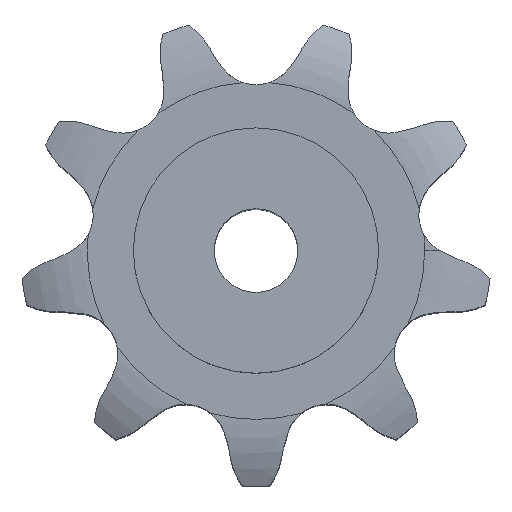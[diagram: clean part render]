
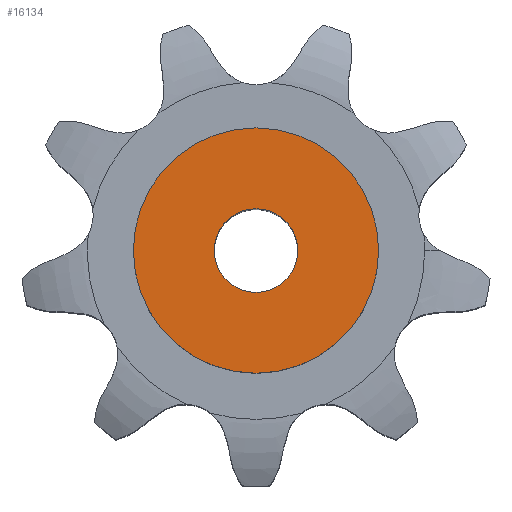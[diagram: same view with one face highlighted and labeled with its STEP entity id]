
A CAD part, top view. The second image highlights one B-rep face of the part: STEP entity #16134.
In plain terms, the highlighted planar face has unit normal (0, 0, 1).
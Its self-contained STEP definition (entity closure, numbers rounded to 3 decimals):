
#8810 = CYLINDRICAL_SURFACE('',#8811,15.);
#8811 = AXIS2_PLACEMENT_3D('',#8812,#8813,#8814);
#8812 = CARTESIAN_POINT('',(0.,0.,349.769));
#8813 = DIRECTION('',(0.,0.,1.));
#8814 = DIRECTION('',(1.,0.,0.));
#11037 = EDGE_CURVE('',#11038,#11038,#11040,.T.);
#11038 = VERTEX_POINT('',#11039);
#11039 = CARTESIAN_POINT('',(15.,0.,180.));
#11040 = SURFACE_CURVE('',#11041,(#11046,#11053),.PCURVE_S1.);
#11041 = CIRCLE('',#11042,15.);
#11042 = AXIS2_PLACEMENT_3D('',#11043,#11044,#11045);
#11043 = CARTESIAN_POINT('',(0.,0.,180.));
#11044 = DIRECTION('',(0.,0.,1.));
#11045 = DIRECTION('',(1.,0.,0.));
#11046 = PCURVE('',#8810,#11047);
#11047 = DEFINITIONAL_REPRESENTATION('',(#11048),#11052);
#11048 = LINE('',#11049,#11050);
#11049 = CARTESIAN_POINT('',(0.,-169.769));
#11050 = VECTOR('',#11051,1.);
#11051 = DIRECTION('',(1.,0.));
#11052 = ( GEOMETRIC_REPRESENTATION_CONTEXT(2) 
PARAMETRIC_REPRESENTATION_CONTEXT() REPRESENTATION_CONTEXT('2D SPACE',''
  ) );
#11053 = PCURVE('',#11054,#11059);
#11054 = PLANE('',#11055);
#11055 = AXIS2_PLACEMENT_3D('',#11056,#11057,#11058);
#11056 = CARTESIAN_POINT('',(0.,0.,
    180.));
#11057 = DIRECTION('',(0.,0.,1.));
#11058 = DIRECTION('',(1.,0.,0.));
#11059 = DEFINITIONAL_REPRESENTATION('',(#11060),#11064);
#11060 = CIRCLE('',#11061,15.);
#11061 = AXIS2_PLACEMENT_2D('',#11062,#11063);
#11062 = CARTESIAN_POINT('',(0.,0.));
#11063 = DIRECTION('',(1.,0.));
#11064 = ( GEOMETRIC_REPRESENTATION_CONTEXT(2) 
PARAMETRIC_REPRESENTATION_CONTEXT() REPRESENTATION_CONTEXT('2D SPACE',''
  ) );
#16134 = ADVANCED_FACE('',(#16135,#16166),#11054,.T.);
#16135 = FACE_BOUND('',#16136,.T.);
#16136 = EDGE_LOOP('',(#16137));
#16137 = ORIENTED_EDGE('',*,*,#16138,.T.);
#16138 = EDGE_CURVE('',#16139,#16139,#16141,.T.);
#16139 = VERTEX_POINT('',#16140);
#16140 = CARTESIAN_POINT('',(44.,0.,180.));
#16141 = SURFACE_CURVE('',#16142,(#16147,#16154),.PCURVE_S1.);
#16142 = CIRCLE('',#16143,44.);
#16143 = AXIS2_PLACEMENT_3D('',#16144,#16145,#16146);
#16144 = CARTESIAN_POINT('',(0.,0.,180.));
#16145 = DIRECTION('',(0.,0.,1.));
#16146 = DIRECTION('',(1.,0.,0.));
#16147 = PCURVE('',#11054,#16148);
#16148 = DEFINITIONAL_REPRESENTATION('',(#16149),#16153);
#16149 = CIRCLE('',#16150,44.);
#16150 = AXIS2_PLACEMENT_2D('',#16151,#16152);
#16151 = CARTESIAN_POINT('',(0.,0.));
#16152 = DIRECTION('',(1.,0.));
#16153 = ( GEOMETRIC_REPRESENTATION_CONTEXT(2) 
PARAMETRIC_REPRESENTATION_CONTEXT() REPRESENTATION_CONTEXT('2D SPACE',''
  ) );
#16154 = PCURVE('',#16155,#16160);
#16155 = CYLINDRICAL_SURFACE('',#16156,44.);
#16156 = AXIS2_PLACEMENT_3D('',#16157,#16158,#16159);
#16157 = CARTESIAN_POINT('',(0.,0.,0.));
#16158 = DIRECTION('',(-0.,-0.,-1.));
#16159 = DIRECTION('',(1.,0.,0.));
#16160 = DEFINITIONAL_REPRESENTATION('',(#16161),#16165);
#16161 = LINE('',#16162,#16163);
#16162 = CARTESIAN_POINT('',(-0.,-180.));
#16163 = VECTOR('',#16164,1.);
#16164 = DIRECTION('',(-1.,0.));
#16165 = ( GEOMETRIC_REPRESENTATION_CONTEXT(2) 
PARAMETRIC_REPRESENTATION_CONTEXT() REPRESENTATION_CONTEXT('2D SPACE',''
  ) );
#16166 = FACE_BOUND('',#16167,.T.);
#16167 = EDGE_LOOP('',(#16168));
#16168 = ORIENTED_EDGE('',*,*,#11037,.F.);
